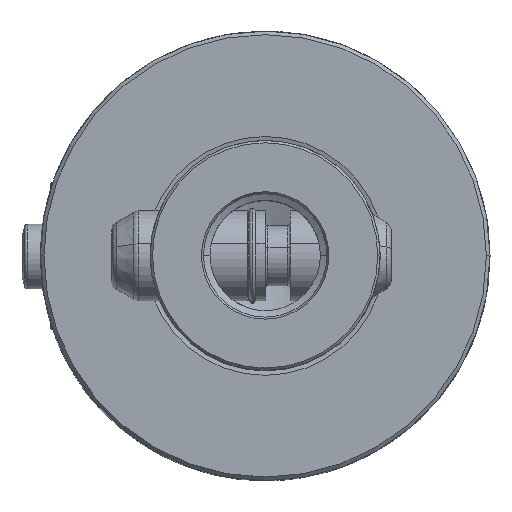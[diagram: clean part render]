
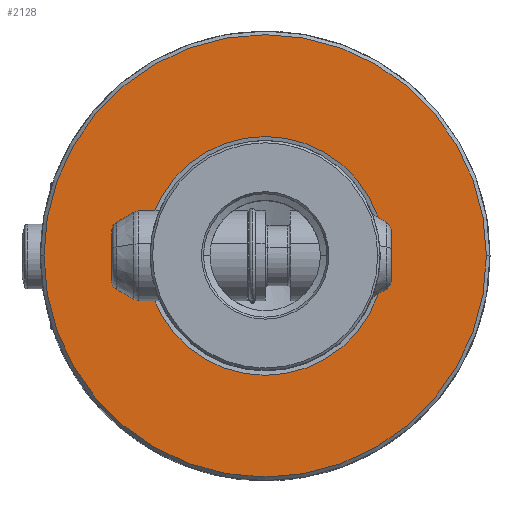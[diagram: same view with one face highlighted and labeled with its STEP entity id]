
A CAD part, top view. The second image highlights one B-rep face of the part: STEP entity #2128.
In plain terms, the highlighted planar face has unit normal (0, 0, 1).
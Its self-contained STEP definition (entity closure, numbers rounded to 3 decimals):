
#1458=VERTEX_POINT('NONE',#3786);
#1488=VERTEX_POINT('NONE',#3817);
#2128=ADVANCED_FACE('NONE',(#4528,#4529),#4530,.T.);
#2346=VERTEX_POINT('NONE',#4769);
#2378=EDGE_CURVE('NONE',#1488,#1458,#4806,.F.);
#2434=EDGE_CURVE('NONE',#2346,#2898,#4867,.F.);
#2738=EDGE_CURVE('NONE',#2898,#2346,#5216,.T.);
#2898=VERTEX_POINT('NONE',#5392);
#3446=EDGE_CURVE('NONE',#1458,#1488,#6002,.F.);
#3786=CARTESIAN_POINT('',(-23.899,0.,0.0));
#3817=CARTESIAN_POINT('',(23.899,0.,0.0));
#4528=FACE_OUTER_BOUND('',#9187,.T.);
#4529=FACE_BOUND('',#9188,.T.);
#4530=PLANE('',#9189);
#4769=CARTESIAN_POINT('',(44.275,0.,0.0));
#4806=CIRCLE('',#9707,23.899);
#4867=CIRCLE('',#9796,44.275);
#5216=CIRCLE('',#10432,44.275);
#5392=CARTESIAN_POINT('',(-44.275,0.,0.0));
#6002=CIRCLE('',#13316,23.899);
#9187=EDGE_LOOP('',(#14556,#14557));
#9188=EDGE_LOOP('',(#14558,#14559));
#9189=AXIS2_PLACEMENT_3D('',#14560,#14561,#14562);
#9707=AXIS2_PLACEMENT_3D('',#14849,#14850,#14851);
#9796=AXIS2_PLACEMENT_3D('',#14921,#14922,#14923);
#10432=AXIS2_PLACEMENT_3D('',#15395,#15396,#15397);
#13316=AXIS2_PLACEMENT_3D('',#16327,#16328,#16329);
#14556=ORIENTED_EDGE('',*,*,#2738,.T.);
#14557=ORIENTED_EDGE('',*,*,#2434,.T.);
#14558=ORIENTED_EDGE('',*,*,#2378,.F.);
#14559=ORIENTED_EDGE('',*,*,#3446,.F.);
#14560=CARTESIAN_POINT('',(-23.0,0.0,0.0));
#14561=DIRECTION('',(0.0,-0.0,1.0));
#14562=DIRECTION('',(0.0,1.0,0.0));
#14849=CARTESIAN_POINT('',(0.0,0.0,0.0));
#14850=DIRECTION('',(0.0,0.0,-1.0));
#14851=DIRECTION('',(1.0,0.,0.0));
#14921=CARTESIAN_POINT('',(0.0,0.0,0.0));
#14922=DIRECTION('',(0.0,0.0,-1.0));
#14923=DIRECTION('',(-1.0,0.,0.0));
#15395=CARTESIAN_POINT('',(0.0,0.0,0.0));
#15396=DIRECTION('',(0.0,0.0,1.0));
#15397=DIRECTION('',(-1.0,0.,0.0));
#16327=CARTESIAN_POINT('',(0.0,0.0,0.0));
#16328=DIRECTION('',(0.0,0.0,-1.0));
#16329=DIRECTION('',(1.0,0.,0.0));
